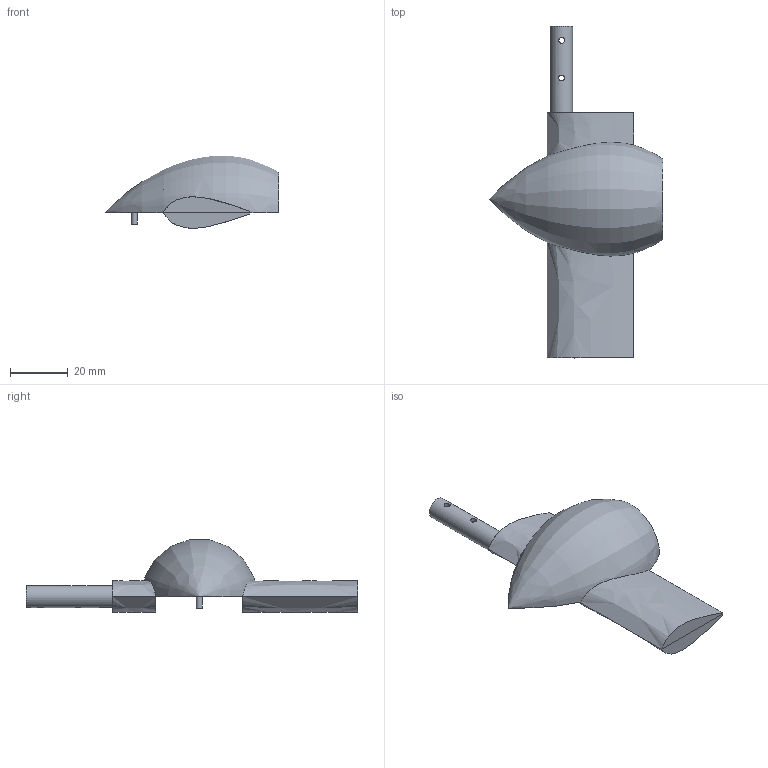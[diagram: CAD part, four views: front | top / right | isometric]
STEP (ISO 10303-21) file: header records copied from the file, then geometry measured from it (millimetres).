
FILE_DESCRIPTION(('FreeCAD Model'),'2;1');
FILE_NAME('Gros-safran-corps.stp', '2016-03-02T17:33:16',('FreeCAD'),('FreeCAD'), 'Open CASCADE STEP processor 6.8','FreeCAD','Unknown');
FILE_SCHEMA(('AUTOMOTIVE_DESIGN_CC2 { 1 2 10303 214 -1 1 5 4 }'));
Length unit declared in the file: millimetre
Products named in the file (1): Open CASCADE STEP translator 6.8 2
Bounding box: 60 x 115 x 25.09 mm (x, y, z)
Volume: 27646.7 mm3; surface area: 11316.3 mm2
Topology: 1 solids, 1 shells, 41 faces, 110 edges, 69 vertices
Faces by surface type: plane 27, cylinder 9, extrusion 4, revolution 1
Full cylindrical faces by diameter (mm): 2 x5, 5 x1, 7.6 x1
Entity records: 6774 total; most frequent: CARTESIAN_POINT 4746, DIRECTION 310, ORIENTED_EDGE 218, PCURVE 218, DEFINITIONAL_REPRESENTATION 218, VECTOR 194, LINE 190, EDGE_CURVE 109
